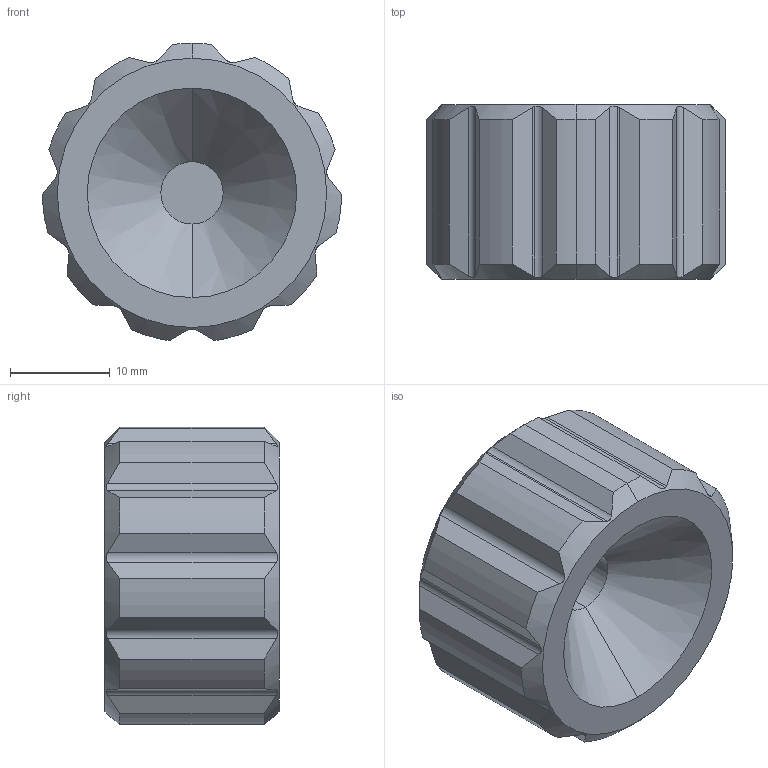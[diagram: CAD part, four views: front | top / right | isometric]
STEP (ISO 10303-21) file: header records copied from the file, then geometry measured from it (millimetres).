
FILE_DESCRIPTION (( 'STEP AP214' ), '1' );
FILE_NAME ('L.013.00.00.05 Knob.STEP', '2024-10-10T06:16:04', ( '' ), ( '' ), 'SwSTEP 2.0', 'SolidWorks 2018', '' );
FILE_SCHEMA (( 'AUTOMOTIVE_DESIGN' ));
Length unit declared in the file: millimetre
Products named in the file (1): L.013.00.00.05 Knob
Bounding box: 30 x 17.5 x 29.82 mm (x, y, z)
Volume: 9927.1 mm3; surface area: 3339.4 mm2
Topology: 1 solids, 1 shells, 83 faces, 216 edges, 141 vertices
Faces by surface type: plane 30, cylinder 27, bspline 20, cone 6
Entity records: 8823 total; most frequent: CARTESIAN_POINT 7040, ORIENTED_EDGE 432, DIRECTION 261, EDGE_CURVE 216, VERTEX_POINT 141, AXIS2_PLACEMENT_3D 98, B_SPLINE_CURVE_WITH_KNOTS 97, EDGE_LOOP 89
